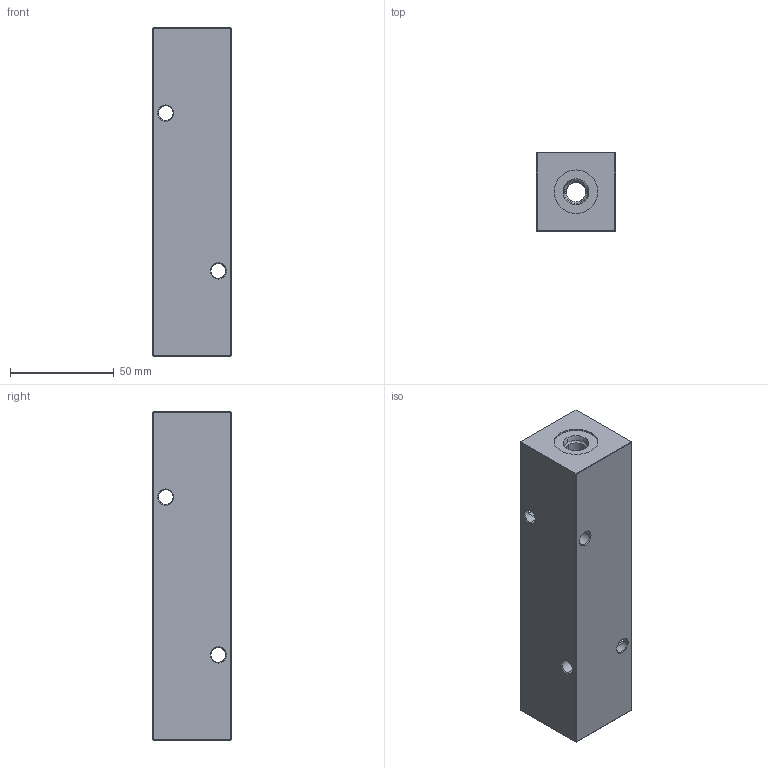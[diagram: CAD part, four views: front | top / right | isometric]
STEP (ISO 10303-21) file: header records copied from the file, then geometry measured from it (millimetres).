
FILE_DESCRIPTION (( 'STEP AP203' ), '1' );
FILE_NAME ('HM-4-90-S-4-4.STEP', '2020-11-09T14:07:49', ( '' ), ( '' ), 'SwSTEP 2.0', 'SolidWorks 2019', '' );
FILE_SCHEMA (( 'CONFIG_CONTROL_DESIGN' ));
Length unit declared in the file: inch
Products named in the file (1): HM-4-90-S-4-4
Bounding box: 38.1 x 38.1 x 158.75 mm (x, y, z)
Volume: 201035.9 mm3; surface area: 37020.8 mm2
Topology: 1 solids, 1 shells, 620 faces, 1596 edges, 1022 vertices
Faces by surface type: plane 265, bspline 177, cylinder 90, cone 88
Entity records: 27299 total; most frequent: CARTESIAN_POINT 13480, ORIENTED_EDGE 3192, DIRECTION 2208, EDGE_CURVE 1596, VERTEX_POINT 1022, LINE 908, VECTOR 908, EDGE_LOOP 694
